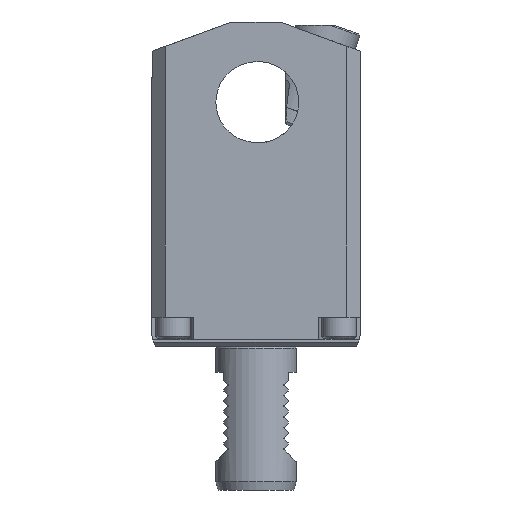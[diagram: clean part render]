
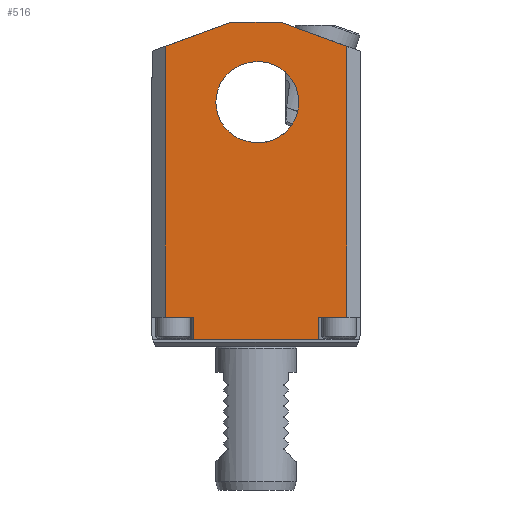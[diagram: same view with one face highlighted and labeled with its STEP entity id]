
A CAD part, left-side view. The second image highlights one B-rep face of the part: STEP entity #516.
In plain terms, the highlighted planar face has unit normal (-1, 0, 0).
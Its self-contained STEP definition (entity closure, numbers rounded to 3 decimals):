
#516=ADVANCED_FACE('',(#1715,#1716),#723,.T.);
#723=PLANE('',#4622);
#811=LINE('',#6057,#1210);
#819=LINE('',#6082,#1218);
#957=LINE('',#7121,#1356);
#958=LINE('',#7123,#1357);
#999=LINE('',#7205,#1398);
#1024=LINE('',#7326,#1423);
#1030=LINE('',#7358,#1429);
#1037=LINE('',#7372,#1436);
#1053=LINE('',#7402,#1452);
#1057=LINE('',#7409,#1456);
#1210=VECTOR('',#4827,1.);
#1218=VECTOR('',#4847,1.);
#1356=VECTOR('',#5295,1.);
#1357=VECTOR('',#5298,1.);
#1398=VECTOR('',#5401,1.);
#1423=VECTOR('',#5474,1.);
#1429=VECTOR('',#5492,1.);
#1436=VECTOR('',#5505,1.);
#1452=VECTOR('',#5535,1.);
#1456=VECTOR('',#5545,1.);
#1715=FACE_BOUND('',#1941,.T.);
#1716=FACE_BOUND('',#1942,.T.);
#1941=EDGE_LOOP('',(#2831,#2832));
#1942=EDGE_LOOP('',(#2833,#2834,#2835,#2836,#2837,#2838,#2839,#2840,#2841,
#2842));
#2831=ORIENTED_EDGE('',*,*,#4063,.F.);
#2832=ORIENTED_EDGE('',*,*,#4061,.F.);
#2833=ORIENTED_EDGE('',*,*,#4058,.F.);
#2834=ORIENTED_EDGE('',*,*,#4076,.T.);
#2835=ORIENTED_EDGE('',*,*,#4096,.T.);
#2836=ORIENTED_EDGE('',*,*,#3728,.F.);
#2837=ORIENTED_EDGE('',*,*,#3975,.F.);
#2838=ORIENTED_EDGE('',*,*,#4021,.F.);
#2839=ORIENTED_EDGE('',*,*,#3976,.F.);
#2840=ORIENTED_EDGE('',*,*,#3716,.F.);
#2841=ORIENTED_EDGE('',*,*,#4092,.T.);
#2842=ORIENTED_EDGE('',*,*,#4069,.T.);
#3305=VERTEX_POINT('',#6056);
#3306=VERTEX_POINT('',#6058);
#3317=VERTEX_POINT('',#6083);
#3318=VERTEX_POINT('',#6084);
#3506=VERTEX_POINT('',#7120);
#3507=VERTEX_POINT('',#7124);
#3542=VERTEX_POINT('',#7325);
#3543=VERTEX_POINT('',#7327);
#3544=VERTEX_POINT('',#7331);
#3545=VERTEX_POINT('',#7333);
#3548=VERTEX_POINT('',#7356);
#3552=VERTEX_POINT('',#7371);
#3716=EDGE_CURVE('',#3305,#3306,#811,.T.);
#3728=EDGE_CURVE('',#3317,#3318,#819,.T.);
#3975=EDGE_CURVE('',#3506,#3317,#957,.T.);
#3976=EDGE_CURVE('',#3306,#3507,#958,.T.);
#4021=EDGE_CURVE('',#3507,#3506,#999,.T.);
#4058=EDGE_CURVE('',#3542,#3543,#1024,.T.);
#4061=EDGE_CURVE('',#3544,#3545,#4325,.T.);
#4063=EDGE_CURVE('',#3545,#3544,#4326,.T.);
#4069=EDGE_CURVE('',#3548,#3543,#1030,.T.);
#4076=EDGE_CURVE('',#3542,#3552,#1037,.T.);
#4092=EDGE_CURVE('',#3305,#3548,#1053,.T.);
#4096=EDGE_CURVE('',#3552,#3318,#1057,.T.);
#4325=CIRCLE('',#4603,15.);
#4326=CIRCLE('',#4605,15.2);
#4603=AXIS2_PLACEMENT_3D('',#7332,#5479,#5480);
#4605=AXIS2_PLACEMENT_3D('',#7336,#5484,#5485);
#4622=AXIS2_PLACEMENT_3D('',#7411,#5548,#5549);
#4827=DIRECTION('',(0.,1.,0.));
#4847=DIRECTION('',(0.,1.,0.));
#5295=DIRECTION('',(0.,0.,1.));
#5298=DIRECTION('',(0.,0.,-1.));
#5401=DIRECTION('',(0.,1.,0.));
#5474=DIRECTION('',(0.,-1.,0.));
#5479=DIRECTION('',(-1.,0.,0.));
#5480=DIRECTION('',(0.,1.,0.));
#5484=DIRECTION('',(-1.,0.,0.));
#5485=DIRECTION('',(0.,1.,0.));
#5492=DIRECTION('',(0.,0.94,0.342));
#5505=DIRECTION('',(0.,0.94,-0.342));
#5535=DIRECTION('',(0.,0.,1.));
#5545=DIRECTION('',(0.,0.,-1.));
#5548=DIRECTION('',(-1.,0.,0.));
#5549=DIRECTION('',(0.,-1.,0.));
#6056=CARTESIAN_POINT('',(-50.,-34.,9.6));
#6057=CARTESIAN_POINT('',(-50.,0.,9.6));
#6058=CARTESIAN_POINT('',(-50.,-23.5,9.6));
#6082=CARTESIAN_POINT('',(-50.,0.,9.6));
#6083=CARTESIAN_POINT('',(-50.,23.5,9.6));
#6084=CARTESIAN_POINT('',(-50.,34.,9.6));
#7120=CARTESIAN_POINT('',(-50.,23.5,1.1));
#7121=CARTESIAN_POINT('',(-50.,23.5,20.));
#7123=CARTESIAN_POINT('',(-50.,-23.5,20.));
#7124=CARTESIAN_POINT('',(-50.,-23.5,1.1));
#7205=CARTESIAN_POINT('',(-50.,0.,1.1));
#7325=CARTESIAN_POINT('',(-50.,9.,120.));
#7326=CARTESIAN_POINT('',(-50.,39.,120.));
#7327=CARTESIAN_POINT('',(-50.,-9.,120.));
#7331=CARTESIAN_POINT('',(-50.,3.375,104.615));
#7332=CARTESIAN_POINT('',(-50.,0.,90.));
#7333=CARTESIAN_POINT('',(-50.,3.375,75.385));
#7336=CARTESIAN_POINT('',(-50.,-0.8,90.));
#7356=CARTESIAN_POINT('',(-50.,-34.,110.901));
#7358=CARTESIAN_POINT('',(-50.,-67.63,98.66));
#7371=CARTESIAN_POINT('',(-50.,34.,110.901));
#7372=CARTESIAN_POINT('',(-50.,-1.246,123.729));
#7402=CARTESIAN_POINT('',(-50.,-34.,20.));
#7409=CARTESIAN_POINT('',(-50.,34.,20.));
#7411=CARTESIAN_POINT('',(-50.,-39.,20.));
